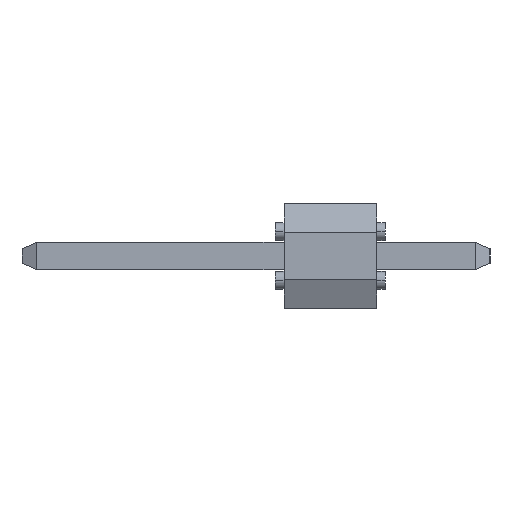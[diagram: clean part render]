
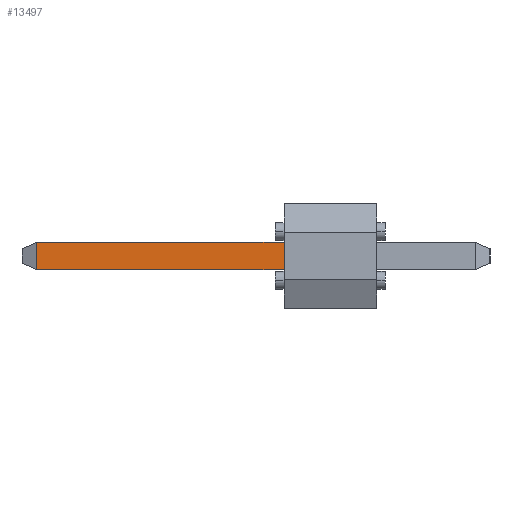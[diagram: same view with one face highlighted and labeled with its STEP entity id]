
A CAD part, left-side view. The second image highlights one B-rep face of the part: STEP entity #13497.
In plain terms, the highlighted planar face has unit normal (-1, 0, 0).
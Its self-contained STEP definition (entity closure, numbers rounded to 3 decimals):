
#2985=DIRECTION('',(0.,0.,-1.));
#2986=VECTOR('',#2985,0.635);
#2987=CARTESIAN_POINT('',(-0.318,2.134,0.318));
#2988=LINE('13903',#2987,#2986);
#2993=DIRECTION('',(0.,-1.,0.));
#2994=VECTOR('',#2993,5.72);
#2995=CARTESIAN_POINT('',(-0.318,7.854,-0.318));
#2996=LINE('12337',#2995,#2994);
#3009=DIRECTION('',(0.,1.,0.));
#3010=VECTOR('',#3009,5.72);
#3011=CARTESIAN_POINT('',(-0.318,2.134,0.318));
#3012=LINE('12339',#3011,#3010);
#3029=DIRECTION('',(0.,0.,-1.));
#3030=VECTOR('',#3029,0.635);
#3031=CARTESIAN_POINT('',(-0.318,7.854,0.318));
#3032=LINE('12338',#3031,#3030);
#6905=CARTESIAN_POINT('',(-0.318,7.854,-0.318));
#6906=CARTESIAN_POINT('',(-0.318,2.134,-0.318));
#6907=VERTEX_POINT('',#6905);
#6908=VERTEX_POINT('',#6906);
#6909=CARTESIAN_POINT('',(-0.318,7.854,0.318));
#6910=VERTEX_POINT('',#6909);
#6911=CARTESIAN_POINT('',(-0.318,2.134,0.318));
#6912=VERTEX_POINT('',#6911);
#13483=CARTESIAN_POINT('',(-0.318,4.994,0.));
#13484=DIRECTION('',(1.,0.,0.));
#13485=DIRECTION('',(0.,0.,1.));
#13486=AXIS2_PLACEMENT_3D('',#13483,#13484,#13485);
#13487=PLANE('11857',#13486);
#13488=ORIENTED_EDGE('13903',*,*,#10203,.T.);
#13490=ORIENTED_EDGE('12337',*,*,#13489,.F.);
#13492=ORIENTED_EDGE('12338',*,*,#13491,.F.);
#13494=ORIENTED_EDGE('12339',*,*,#13493,.F.);
#13495=EDGE_LOOP('11857',(#13488,#13490,#13492,#13494));
#13496=FACE_OUTER_BOUND('11857',#13495,.F.);
#13497=ADVANCED_FACE('11857',(#13496),#13487,.F.);
#10203=EDGE_CURVE('13903',#6912,#6908,#2988,.T.);
#13489=EDGE_CURVE('12337',#6907,#6908,#2996,.T.);
#13491=EDGE_CURVE('12338',#6910,#6907,#3032,.T.);
#13493=EDGE_CURVE('12339',#6912,#6910,#3012,.T.);
